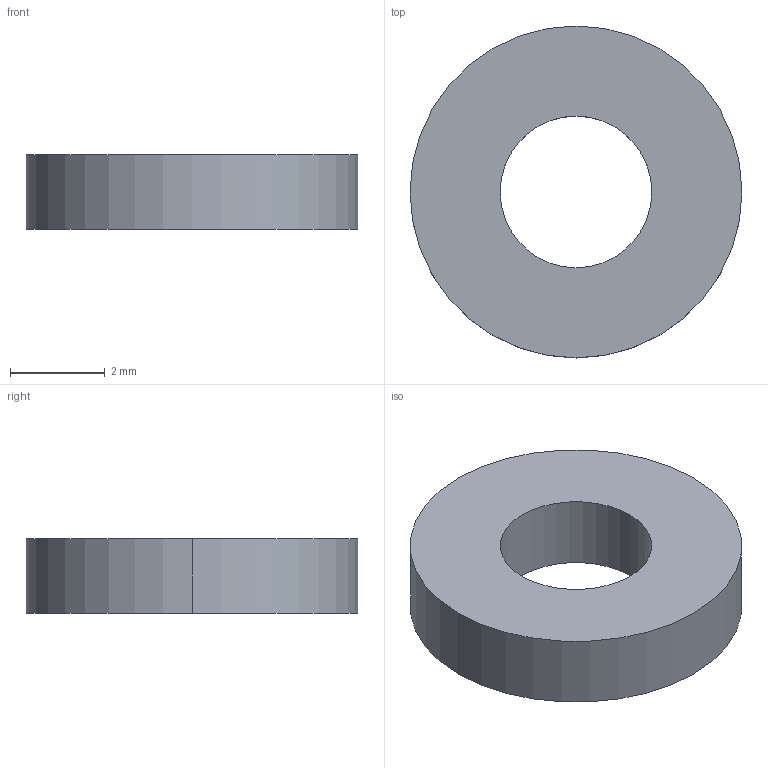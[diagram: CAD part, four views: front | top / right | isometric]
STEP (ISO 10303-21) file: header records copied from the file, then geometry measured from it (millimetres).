
FILE_DESCRIPTION(/* description */ (''),/* implementation_level */ '2;1');
FILE_NAME(/* name */ 'M3 silicon washer_v2.step',/* time_stamp */ '2023-01-28T13:13:39-08:00',/* author */ (''),/* organization */ (''),/* preprocessor_version */ 'ST-DEVELOPER v19.2',/* originating_system */ 'Autodesk Translation Framework v11.17.0.187',/* authorisation */ '');
FILE_SCHEMA (('AUTOMOTIVE_DESIGN { 1 0 10303 214 3 1 1 }'));
Length unit declared in the file: millimetre
Products named in the file (2): M3 silicon washer; 99604A141_Silicone Rubber Sealing Washer
Assembly tree (1 placements, depth 2):
  M3 silicon washer
    99604A141_Silicone Rubber Sealing Washer
Bounding box: 7 x 7 x 1.57 mm (x, y, z)
Volume: 47.8 mm3; surface area: 111.2 mm2
Topology: 1 solids, 1 shells, 5 faces, 9 edges, 6 vertices
Faces by surface type: cylinder 3, plane 2
Full cylindrical faces by diameter (mm): 3.2 x1
Entity records: 193 total; most frequent: DIRECTION 31, CARTESIAN_POINT 23, ORIENTED_EDGE 18, AXIS2_PLACEMENT_3D 14, EDGE_CURVE 9, EDGE_LOOP 7, CIRCLE 6, VERTEX_POINT 6
